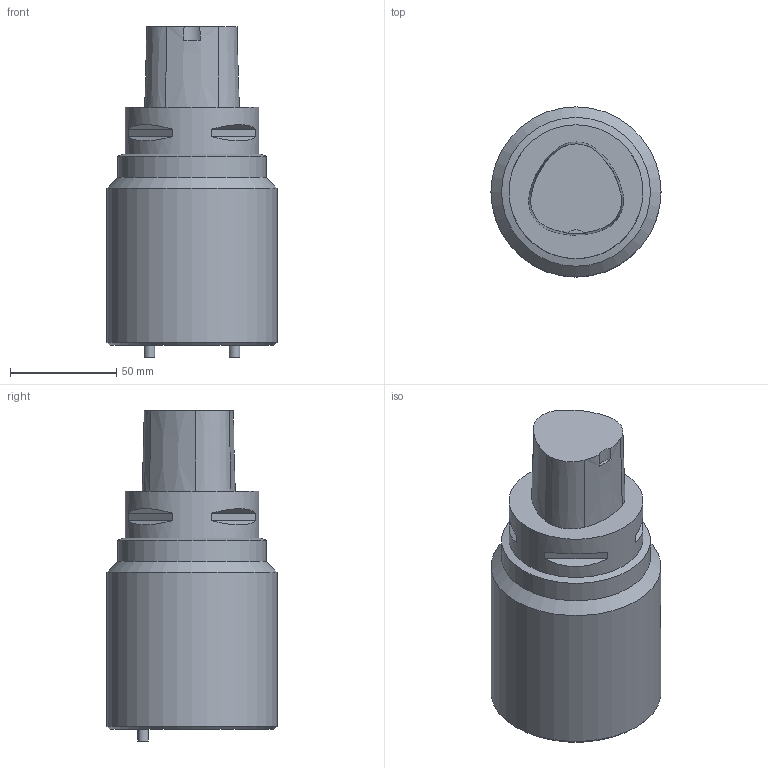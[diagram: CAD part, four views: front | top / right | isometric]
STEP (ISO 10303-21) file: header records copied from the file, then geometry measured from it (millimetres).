
FILE_DESCRIPTION(/* description */ (''),/* implementation_level */ '2;1');
FILE_NAME(/* name */ '1527152928042.stp',/* time_stamp */ '2018-05-24T11:08:54+02:00',/* author */ (''),/* organization */ ('SMS'),/* preprocessor_version */ 'ST-DEVELOPER v15',/* originating_system */ 'SIEMENS PLM Software NX 8.5',/* authorisation */ '');
FILE_SCHEMA (('AUTOMOTIVE_DESIGN { 1 0 10303 214 3 1 1 1 }'));
Length unit declared in the file: millimetre
Products named in the file (1): 112030275mod000_00
Bounding box: 80 x 80 x 155.7 mm (x, y, z)
Volume: 557769.4 mm3; surface area: 41028.3 mm2
Topology: 1 solids, 1 shells, 35 faces, 75 edges, 52 vertices
Faces by surface type: plane 18, cone 11, cylinder 6
Full cylindrical faces by diameter (mm): 5 x2, 63 x1, 70 x1, 80 x1
Entity records: 947 total; most frequent: DIRECTION 174, CARTESIAN_POINT 154, ORIENTED_EDGE 122, AXIS2_PLACEMENT_3D 76, EDGE_CURVE 61, EDGE_LOOP 52, VERTEX_POINT 45, ADVANCED_FACE 35
